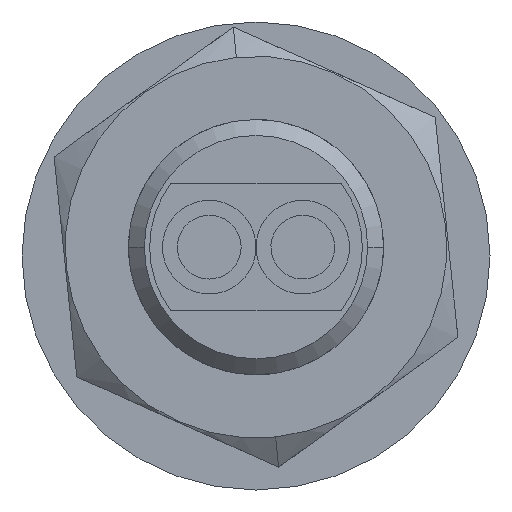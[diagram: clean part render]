
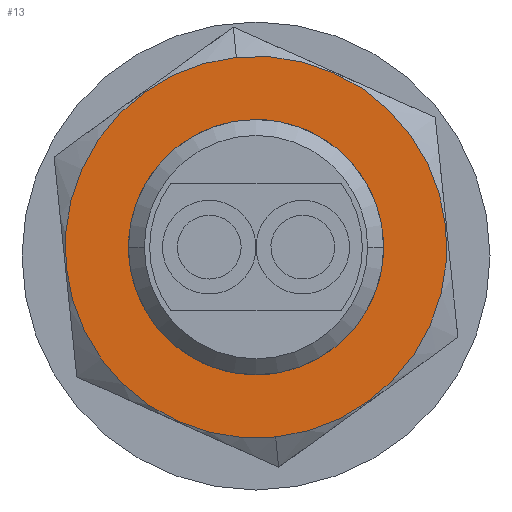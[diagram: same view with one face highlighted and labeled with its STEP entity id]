
A CAD part, left-side view. The second image highlights one B-rep face of the part: STEP entity #13.
In plain terms, the highlighted planar face has unit normal (-1, 0, 0).
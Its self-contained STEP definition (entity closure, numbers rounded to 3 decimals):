
#13 = ADVANCED_FACE ( 'NONE', ( #1636, #782 ), #1489, .F. ) ;
#33 = VERTEX_POINT ( 'NONE', #369 ) ;
#34 = DIRECTION ( 'NONE',  ( 0., 0., -1. ) ) ;
#47 = AXIS2_PLACEMENT_3D ( 'NONE', #1181, #503, #1498 ) ;
#217 = EDGE_LOOP ( 'NONE', ( #1773, #725 ) ) ;
#263 = AXIS2_PLACEMENT_3D ( 'NONE', #811, #1541, #693 ) ;
#321 = VERTEX_POINT ( 'NONE', #349 ) ;
#349 = CARTESIAN_POINT ( 'NONE',  ( -1.2, 0., 3. ) ) ;
#369 = CARTESIAN_POINT ( 'NONE',  ( -1.2, 0., 4.486 ) ) ;
#402 = AXIS2_PLACEMENT_3D ( 'NONE', #1022, #1464, #881 ) ;
#414 = EDGE_LOOP ( 'NONE', ( #1687, #1391 ) ) ;
#503 = DIRECTION ( 'NONE',  ( 1., 0., 0. ) ) ;
#520 = DIRECTION ( 'NONE',  ( 0., 0., -1. ) ) ;
#546 = AXIS2_PLACEMENT_3D ( 'NONE', #1220, #807, #520 ) ;
#633 = CARTESIAN_POINT ( 'NONE',  ( -1.2, 0., -4.486 ) ) ;
#687 = DIRECTION ( 'NONE',  ( 1., 0., 0. ) ) ;
#693 = DIRECTION ( 'NONE',  ( 0., 0., -1. ) ) ;
#725 = ORIENTED_EDGE ( 'NONE', *, *, #1523, .T. ) ;
#730 = AXIS2_PLACEMENT_3D ( 'NONE', #952, #687, #34 ) ;
#767 = EDGE_CURVE ( 'NONE', #33, #1003, #1590, .T. ) ;
#782 = FACE_OUTER_BOUND ( 'NONE', #414, .T. ) ;
#807 = DIRECTION ( 'NONE',  ( 1., 0., 0. ) ) ;
#811 = CARTESIAN_POINT ( 'NONE',  ( -1.2, 0., 0. ) ) ;
#859 = CARTESIAN_POINT ( 'NONE',  ( -1.2, 0., -3. ) ) ;
#881 = DIRECTION ( 'NONE',  ( 0., 0., -1. ) ) ;
#952 = CARTESIAN_POINT ( 'NONE',  ( -1.2, 0., 0. ) ) ;
#1003 = VERTEX_POINT ( 'NONE', #633 ) ;
#1022 = CARTESIAN_POINT ( 'NONE',  ( -1.2, 0., 0. ) ) ;
#1181 = CARTESIAN_POINT ( 'NONE',  ( -1.2, 0., 0. ) ) ;
#1220 = CARTESIAN_POINT ( 'NONE',  ( -1.2, 0., 0. ) ) ;
#1391 = ORIENTED_EDGE ( 'NONE', *, *, #767, .F. ) ;
#1400 = CIRCLE ( 'NONE', #263, 3. ) ;
#1408 = EDGE_CURVE ( 'NONE', #1003, #33, #1722, .T. ) ;
#1464 = DIRECTION ( 'NONE',  ( 1., 0., 0. ) ) ;
#1489 = PLANE ( 'NONE',  #47 ) ;
#1494 = EDGE_CURVE ( 'NONE', #321, #1632, #1553, .T. ) ;
#1498 = DIRECTION ( 'NONE',  ( 0., 0., -1. ) ) ;
#1523 = EDGE_CURVE ( 'NONE', #1632, #321, #1400, .T. ) ;
#1541 = DIRECTION ( 'NONE',  ( 1., 0., 0. ) ) ;
#1553 = CIRCLE ( 'NONE', #730, 3. ) ;
#1590 = CIRCLE ( 'NONE', #402, 4.486 ) ;
#1632 = VERTEX_POINT ( 'NONE', #859 ) ;
#1636 = FACE_BOUND ( 'NONE', #217, .T. ) ;
#1687 = ORIENTED_EDGE ( 'NONE', *, *, #1408, .F. ) ;
#1722 = CIRCLE ( 'NONE', #546, 4.486 ) ;
#1773 = ORIENTED_EDGE ( 'NONE', *, *, #1494, .T. ) ;
